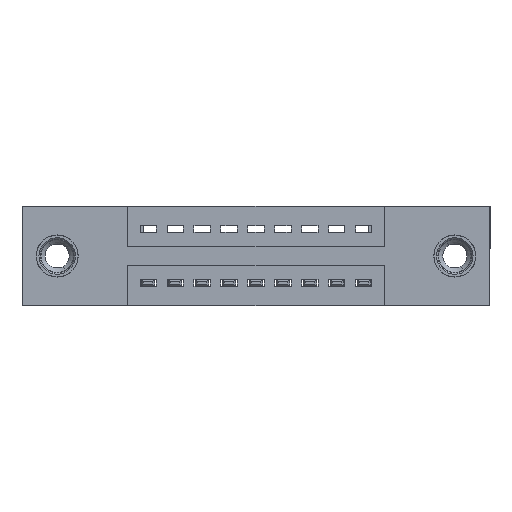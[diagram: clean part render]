
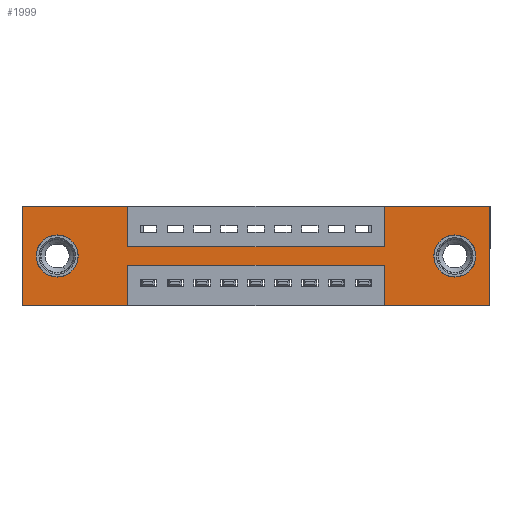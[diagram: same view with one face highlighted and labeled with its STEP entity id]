
A CAD part, front view. The second image highlights one B-rep face of the part: STEP entity #1999.
In plain terms, the highlighted planar face has unit normal (0, -1, 0).
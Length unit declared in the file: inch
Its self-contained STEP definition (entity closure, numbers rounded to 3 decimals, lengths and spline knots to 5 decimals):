
#40 = VERTEX_POINT ( 'NONE', #457 ) ;
#55 = VERTEX_POINT ( 'NONE', #10749 ) ;
#121 = CARTESIAN_POINT ( 'NONE',  ( 0.13, 0., -0.185 ) ) ;
#135 = VECTOR ( 'NONE', #2456, 39.37008 ) ;
#393 = DIRECTION ( 'NONE',  ( 0., 0., -1. ) ) ;
#409 = ORIENTED_EDGE ( 'NONE', *, *, #9876, .F. ) ;
#457 = CARTESIAN_POINT ( 'NONE',  ( 1.3425, 0., -0.15 ) ) ;
#498 = VERTEX_POINT ( 'NONE', #12415 ) ;
#562 = LINE ( 'NONE', #12459, #8764 ) ;
#572 = EDGE_CURVE ( 'NONE', #8018, #12120, #6143, .T. ) ;
#670 = CARTESIAN_POINT ( 'NONE',  ( 0.3925, 0., -0.37 ) ) ;
#943 = VERTEX_POINT ( 'NONE', #954 ) ;
#954 = CARTESIAN_POINT ( 'NONE',  ( 0., 0., 0. ) ) ;
#990 = DIRECTION ( 'NONE',  ( 0., 1., 0. ) ) ;
#1050 = CIRCLE ( 'NONE', #4957, 0.078 ) ;
#1159 = CARTESIAN_POINT ( 'NONE',  ( 0., 0., -0.37 ) ) ;
#1228 = AXIS2_PLACEMENT_3D ( 'NONE', #11680, #1623, #1576 ) ;
#1258 = CARTESIAN_POINT ( 'NONE',  ( 0.3925, 0., -0.22 ) ) ;
#1454 = CARTESIAN_POINT ( 'NONE',  ( 0., 0., 0. ) ) ;
#1485 = LINE ( 'NONE', #4496, #12606 ) ;
#1497 = CARTESIAN_POINT ( 'NONE',  ( 1.3425, 0., -0.37 ) ) ;
#1576 = DIRECTION ( 'NONE',  ( 0., 0., -1. ) ) ;
#1589 = DIRECTION ( 'NONE',  ( 0., -1., 0. ) ) ;
#1623 = DIRECTION ( 'NONE',  ( 0., 1., 0. ) ) ;
#1632 = EDGE_LOOP ( 'NONE', ( #9785, #8339, #9964, #5115, #12482, #3100, #6141, #13155, #8044, #10227, #409, #12194 ) ) ;
#1677 = EDGE_CURVE ( 'NONE', #12199, #4795, #2404, .T. ) ;
#1867 = VERTEX_POINT ( 'NONE', #1497 ) ;
#1921 = CARTESIAN_POINT ( 'NONE',  ( 0., 0., 0. ) ) ;
#1954 = DIRECTION ( 'NONE',  ( -1., 0., 0. ) ) ;
#1999 = ADVANCED_FACE ( 'NONE', ( #3352, #9252, #4021 ), #11128, .T. ) ;
#2232 = CARTESIAN_POINT ( 'NONE',  ( 0.3925, 0., -0.15 ) ) ;
#2252 = EDGE_CURVE ( 'NONE', #5185, #8996, #12704, .T. ) ;
#2312 = DIRECTION ( 'NONE',  ( -1., 0., 0. ) ) ;
#2404 = LINE ( 'NONE', #1258, #4182 ) ;
#2456 = DIRECTION ( 'NONE',  ( 1., 0., 0. ) ) ;
#2486 = ORIENTED_EDGE ( 'NONE', *, *, #572, .T. ) ;
#2581 = LINE ( 'NONE', #1454, #135 ) ;
#2656 = EDGE_LOOP ( 'NONE', ( #2486, #3165 ) ) ;
#2864 = LINE ( 'NONE', #12622, #8441 ) ;
#3100 = ORIENTED_EDGE ( 'NONE', *, *, #8460, .F. ) ;
#3149 = LINE ( 'NONE', #8214, #10972 ) ;
#3165 = ORIENTED_EDGE ( 'NONE', *, *, #10192, .T. ) ;
#3194 = VERTEX_POINT ( 'NONE', #9718 ) ;
#3352 = FACE_BOUND ( 'NONE', #2656, .T. ) ;
#3507 = CARTESIAN_POINT ( 'NONE',  ( 1.735, 0., 0. ) ) ;
#3586 = LINE ( 'NONE', #12399, #5365 ) ;
#3645 = DIRECTION ( 'NONE',  ( 1., 0., 0. ) ) ;
#3802 = VERTEX_POINT ( 'NONE', #10396 ) ;
#3886 = CARTESIAN_POINT ( 'NONE',  ( 1.605, 0., -0.107 ) ) ;
#4021 = FACE_OUTER_BOUND ( 'NONE', #1632, .T. ) ;
#4087 = EDGE_CURVE ( 'NONE', #8425, #3194, #8562, .T. ) ;
#4157 = EDGE_CURVE ( 'NONE', #3802, #40, #6509, .T. ) ;
#4182 = VECTOR ( 'NONE', #2312, 39.37008 ) ;
#4496 = CARTESIAN_POINT ( 'NONE',  ( 0.3925, 0., 0. ) ) ;
#4795 = VERTEX_POINT ( 'NONE', #5224 ) ;
#4817 = CARTESIAN_POINT ( 'NONE',  ( 1.3425, 0., 0. ) ) ;
#4888 = DIRECTION ( 'NONE',  ( 0., 0., -1. ) ) ;
#4918 = DIRECTION ( 'NONE',  ( 0., 0., -1. ) ) ;
#4957 = AXIS2_PLACEMENT_3D ( 'NONE', #11838, #10930, #4918 ) ;
#5115 = ORIENTED_EDGE ( 'NONE', *, *, #10525, .F. ) ;
#5185 = VERTEX_POINT ( 'NONE', #670 ) ;
#5224 = CARTESIAN_POINT ( 'NONE',  ( 0.3925, 0., -0.22 ) ) ;
#5271 = CARTESIAN_POINT ( 'NONE',  ( 0.13, 0., -0.185 ) ) ;
#5365 = VECTOR ( 'NONE', #9537, 39.37008 ) ;
#5369 = ORIENTED_EDGE ( 'NONE', *, *, #8925, .T. ) ;
#5632 = DIRECTION ( 'NONE',  ( -1., 0., 0. ) ) ;
#5775 = DIRECTION ( 'NONE',  ( 0., 0., -1. ) ) ;
#5915 = LINE ( 'NONE', #1921, #10159 ) ;
#6141 = ORIENTED_EDGE ( 'NONE', *, *, #6334, .F. ) ;
#6143 = CIRCLE ( 'NONE', #1228, 0.078 ) ;
#6334 = EDGE_CURVE ( 'NONE', #40, #7387, #3586, .T. ) ;
#6361 = EDGE_CURVE ( 'NONE', #55, #3802, #1485, .T. ) ;
#6509 = LINE ( 'NONE', #2232, #6665 ) ;
#6665 = VECTOR ( 'NONE', #10185, 39.37008 ) ;
#7029 = VECTOR ( 'NONE', #4888, 39.37008 ) ;
#7387 = VERTEX_POINT ( 'NONE', #4817 ) ;
#7737 = CARTESIAN_POINT ( 'NONE',  ( 0., 0., -0.37 ) ) ;
#7958 = VERTEX_POINT ( 'NONE', #12147 ) ;
#8018 = VERTEX_POINT ( 'NONE', #3886 ) ;
#8038 = CARTESIAN_POINT ( 'NONE',  ( 0., 0., -0.37 ) ) ;
#8044 = ORIENTED_EDGE ( 'NONE', *, *, #6361, .F. ) ;
#8129 = AXIS2_PLACEMENT_3D ( 'NONE', #5271, #990, #12304 ) ;
#8185 = VECTOR ( 'NONE', #393, 39.37008 ) ;
#8214 = CARTESIAN_POINT ( 'NONE',  ( 0., 0., -0.37 ) ) ;
#8306 = VECTOR ( 'NONE', #1954, 39.37008 ) ;
#8339 = ORIENTED_EDGE ( 'NONE', *, *, #1677, .F. ) ;
#8376 = DIRECTION ( 'NONE',  ( 0., 1., 0. ) ) ;
#8425 = VERTEX_POINT ( 'NONE', #10487 ) ;
#8441 = VECTOR ( 'NONE', #3645, 39.37008 ) ;
#8460 = EDGE_CURVE ( 'NONE', #7387, #7958, #2581, .T. ) ;
#8562 = CIRCLE ( 'NONE', #8129, 0.078 ) ;
#8764 = VECTOR ( 'NONE', #10394, 39.37008 ) ;
#8925 = EDGE_CURVE ( 'NONE', #3194, #8425, #9098, .T. ) ;
#8950 = AXIS2_PLACEMENT_3D ( 'NONE', #7737, #1589, #5775 ) ;
#8996 = VERTEX_POINT ( 'NONE', #1159 ) ;
#9065 = ORIENTED_EDGE ( 'NONE', *, *, #4087, .T. ) ;
#9098 = CIRCLE ( 'NONE', #11382, 0.078 ) ;
#9252 = FACE_BOUND ( 'NONE', #9563, .T. ) ;
#9537 = DIRECTION ( 'NONE',  ( 0., 0., 1. ) ) ;
#9563 = EDGE_LOOP ( 'NONE', ( #9065, #5369 ) ) ;
#9681 = EDGE_CURVE ( 'NONE', #943, #55, #2864, .T. ) ;
#9718 = CARTESIAN_POINT ( 'NONE',  ( 0.13, 0., -0.263 ) ) ;
#9759 = EDGE_CURVE ( 'NONE', #4795, #5185, #12695, .T. ) ;
#9785 = ORIENTED_EDGE ( 'NONE', *, *, #9759, .F. ) ;
#9876 = EDGE_CURVE ( 'NONE', #8996, #943, #5915, .T. ) ;
#9944 = CARTESIAN_POINT ( 'NONE',  ( 0.3925, 0., -0.37 ) ) ;
#9964 = ORIENTED_EDGE ( 'NONE', *, *, #10235, .F. ) ;
#10159 = VECTOR ( 'NONE', #12143, 39.37008 ) ;
#10185 = DIRECTION ( 'NONE',  ( 1., 0., 0. ) ) ;
#10192 = EDGE_CURVE ( 'NONE', #12120, #8018, #1050, .T. ) ;
#10227 = ORIENTED_EDGE ( 'NONE', *, *, #9681, .F. ) ;
#10235 = EDGE_CURVE ( 'NONE', #1867, #12199, #562, .T. ) ;
#10394 = DIRECTION ( 'NONE',  ( 0., 0., 1. ) ) ;
#10396 = CARTESIAN_POINT ( 'NONE',  ( 0.3925, 0., -0.15 ) ) ;
#10487 = CARTESIAN_POINT ( 'NONE',  ( 0.13, 0., -0.107 ) ) ;
#10525 = EDGE_CURVE ( 'NONE', #498, #1867, #3149, .T. ) ;
#10749 = CARTESIAN_POINT ( 'NONE',  ( 0.3925, 0., 0. ) ) ;
#10885 = LINE ( 'NONE', #3507, #8185 ) ;
#10930 = DIRECTION ( 'NONE',  ( 0., 1., 0. ) ) ;
#10972 = VECTOR ( 'NONE', #5632, 39.37008 ) ;
#11128 = PLANE ( 'NONE',  #8950 ) ;
#11382 = AXIS2_PLACEMENT_3D ( 'NONE', #121, #8376, #11514 ) ;
#11459 = EDGE_CURVE ( 'NONE', #7958, #498, #10885, .T. ) ;
#11514 = DIRECTION ( 'NONE',  ( 0., 0., 1. ) ) ;
#11650 = CARTESIAN_POINT ( 'NONE',  ( 1.605, 0., -0.263 ) ) ;
#11680 = CARTESIAN_POINT ( 'NONE',  ( 1.605, 0., -0.185 ) ) ;
#11761 = DIRECTION ( 'NONE',  ( 0., 0., -1. ) ) ;
#11838 = CARTESIAN_POINT ( 'NONE',  ( 1.605, 0., -0.185 ) ) ;
#11882 = CARTESIAN_POINT ( 'NONE',  ( 1.3425, 0., -0.22 ) ) ;
#12120 = VERTEX_POINT ( 'NONE', #11650 ) ;
#12143 = DIRECTION ( 'NONE',  ( 0., 0., 1. ) ) ;
#12147 = CARTESIAN_POINT ( 'NONE',  ( 1.735, 0., 0. ) ) ;
#12194 = ORIENTED_EDGE ( 'NONE', *, *, #2252, .F. ) ;
#12199 = VERTEX_POINT ( 'NONE', #11882 ) ;
#12304 = DIRECTION ( 'NONE',  ( 0., 0., 1. ) ) ;
#12399 = CARTESIAN_POINT ( 'NONE',  ( 1.3425, 0., 0. ) ) ;
#12415 = CARTESIAN_POINT ( 'NONE',  ( 1.735, 0., -0.37 ) ) ;
#12459 = CARTESIAN_POINT ( 'NONE',  ( 1.3425, 0., -0.37 ) ) ;
#12482 = ORIENTED_EDGE ( 'NONE', *, *, #11459, .F. ) ;
#12606 = VECTOR ( 'NONE', #11761, 39.37008 ) ;
#12622 = CARTESIAN_POINT ( 'NONE',  ( 0., 0., 0. ) ) ;
#12695 = LINE ( 'NONE', #9944, #7029 ) ;
#12704 = LINE ( 'NONE', #8038, #8306 ) ;
#13155 = ORIENTED_EDGE ( 'NONE', *, *, #4157, .F. ) ;
